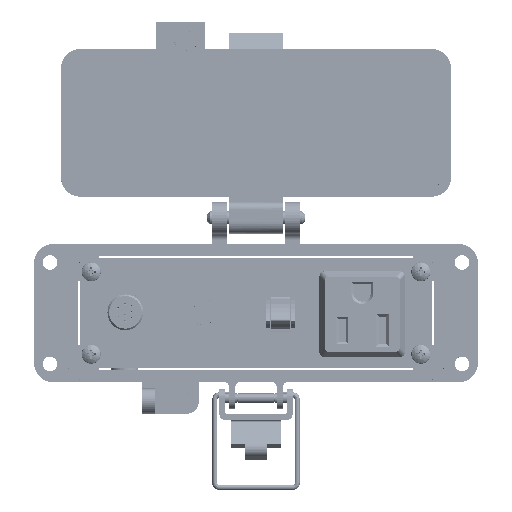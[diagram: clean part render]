
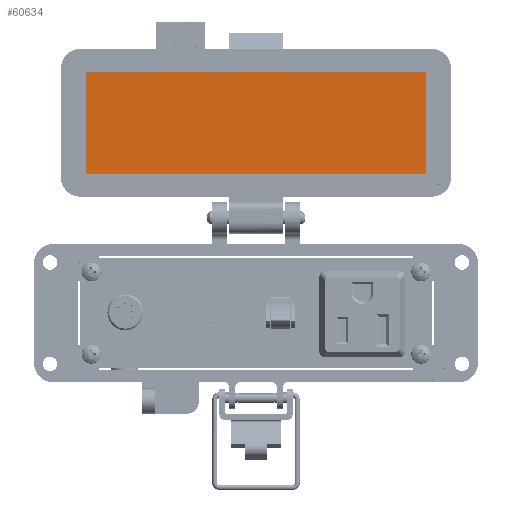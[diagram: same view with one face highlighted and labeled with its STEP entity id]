
A CAD part, top view. The second image highlights one B-rep face of the part: STEP entity #60634.
In plain terms, the highlighted planar face has unit normal (0, 0, 1).
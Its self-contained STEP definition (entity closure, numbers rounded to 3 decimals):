
#340 = CARTESIAN_POINT ( 'NONE',  ( -53.75, 67.154, -25.55 ) ) ;
#505 = DIRECTION ( 'NONE',  ( 0., 0., 1. ) ) ;
#1746 = EDGE_CURVE ( 'NONE', #28019, #26716, #47851, .T. ) ;
#2049 = DIRECTION ( 'NONE',  ( 0., -1., 0. ) ) ;
#4250 = EDGE_CURVE ( 'NONE', #50957, #36460, #104120, .T. ) ;
#11181 = ORIENTED_EDGE ( 'NONE', *, *, #81163, .F. ) ;
#15172 = VECTOR ( 'NONE', #92317, 1000. ) ;
#19840 = DIRECTION ( 'NONE',  ( 1., 0., 0. ) ) ;
#21197 = CARTESIAN_POINT ( 'NONE',  ( 53.75, 83.154, -25.55 ) ) ;
#26716 = VERTEX_POINT ( 'NONE', #39711 ) ;
#28019 = VERTEX_POINT ( 'NONE', #21197 ) ;
#29001 = EDGE_CURVE ( 'NONE', #26716, #50957, #74948, .T. ) ;
#32092 = CARTESIAN_POINT ( 'NONE',  ( -8.5, 67.154, -25.55 ) ) ;
#36460 = VERTEX_POINT ( 'NONE', #51686 ) ;
#38886 = VECTOR ( 'NONE', #95163, 1000. ) ;
#39711 = CARTESIAN_POINT ( 'NONE',  ( 53.75, 51.154, -25.55 ) ) ;
#47851 = LINE ( 'NONE', #62072, #72318 ) ;
#47972 = ORIENTED_EDGE ( 'NONE', *, *, #29001, .F. ) ;
#50957 = VERTEX_POINT ( 'NONE', #101486 ) ;
#51686 = CARTESIAN_POINT ( 'NONE',  ( -53.75, 83.154, -25.55 ) ) ;
#56350 = PLANE ( 'NONE',  #59522 ) ;
#56766 = ORIENTED_EDGE ( 'NONE', *, *, #1746, .F. ) ;
#56995 = EDGE_LOOP ( 'NONE', ( #11181, #85616, #47972, #56766 ) ) ;
#58266 = VECTOR ( 'NONE', #19840, 1000. ) ;
#59522 = AXIS2_PLACEMENT_3D ( 'NONE', #32092, #505, #2049 ) ;
#60634 = ADVANCED_FACE ( 'NONE', ( #65293 ), #56350, .T. ) ;
#62072 = CARTESIAN_POINT ( 'NONE',  ( 53.75, 67.154, -25.55 ) ) ;
#65293 = FACE_OUTER_BOUND ( 'NONE', #56995, .T. ) ;
#69841 = CARTESIAN_POINT ( 'NONE',  ( -8.5, 83.154, -25.55 ) ) ;
#70463 = DIRECTION ( 'NONE',  ( 0., -1., 0. ) ) ;
#72318 = VECTOR ( 'NONE', #70463, 1000. ) ;
#74948 = LINE ( 'NONE', #90758, #15172 ) ;
#81163 = EDGE_CURVE ( 'NONE', #36460, #28019, #94078, .T. ) ;
#85616 = ORIENTED_EDGE ( 'NONE', *, *, #4250, .F. ) ;
#90758 = CARTESIAN_POINT ( 'NONE',  ( 42., 51.154, -25.55 ) ) ;
#92317 = DIRECTION ( 'NONE',  ( -1., 0., 0. ) ) ;
#94078 = LINE ( 'NONE', #69841, #58266 ) ;
#95163 = DIRECTION ( 'NONE',  ( 0., 1., 0. ) ) ;
#101486 = CARTESIAN_POINT ( 'NONE',  ( -53.75, 51.154, -25.55 ) ) ;
#104120 = LINE ( 'NONE', #340, #38886 ) ;
